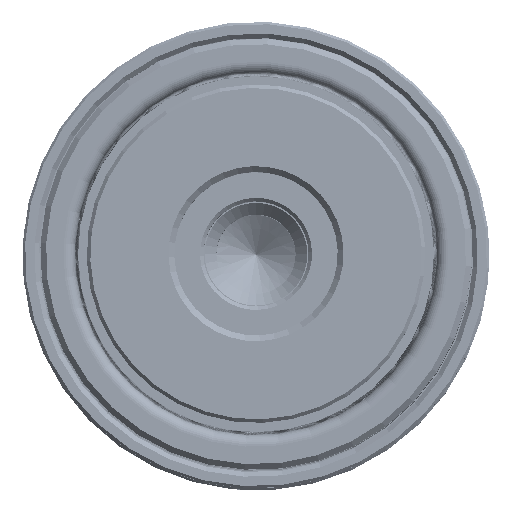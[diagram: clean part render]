
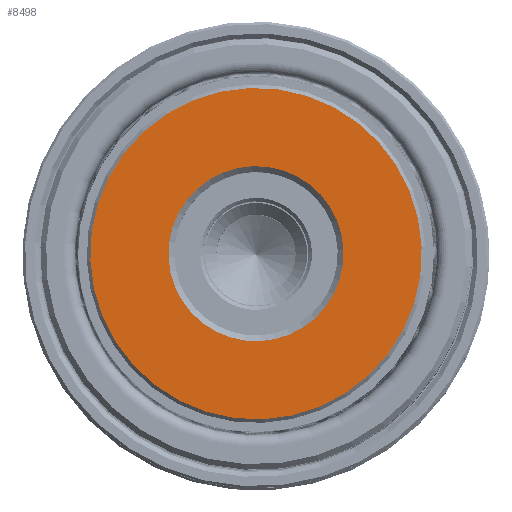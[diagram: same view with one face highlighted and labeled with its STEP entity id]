
A CAD part, top view. The second image highlights one B-rep face of the part: STEP entity #8498.
In plain terms, the highlighted face is planar.
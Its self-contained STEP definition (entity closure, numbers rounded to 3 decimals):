
#35 = PLANE ( 'NONE',  #41602 ) ;
#189 = CARTESIAN_POINT ( 'NONE',  ( 0., 0., 0. ) ) ;
#2088 = ORIENTED_EDGE ( 'NONE', *, *, #44314, .T. ) ;
#2191 = EDGE_LOOP ( 'NONE', ( #14590, #12758 ) ) ;
#4164 = DIRECTION ( 'NONE',  ( 1., 0., 0. ) ) ;
#6167 = EDGE_CURVE ( 'NONE', #16668, #48984, #25718, .T. ) ;
#6564 = VERTEX_POINT ( 'NONE', #18880 ) ;
#7092 = CARTESIAN_POINT ( 'NONE',  ( 7.5, 0., 0. ) ) ;
#7699 = CARTESIAN_POINT ( 'NONE',  ( 0., 0., 0. ) ) ;
#8026 = DIRECTION ( 'NONE',  ( 1., 0., 0. ) ) ;
#8498 = ADVANCED_FACE ( 'NONE', ( #27526, #36889 ), #35, .F. ) ;
#9685 = EDGE_CURVE ( 'NONE', #21210, #6564, #13772, .T. ) ;
#11858 = CARTESIAN_POINT ( 'NONE',  ( -7.5, 0., 0. ) ) ;
#12758 = ORIENTED_EDGE ( 'NONE', *, *, #9685, .T. ) ;
#13197 = DIRECTION ( 'NONE',  ( 0., 0., 1. ) ) ;
#13772 = CIRCLE ( 'NONE', #28902, 14.2 ) ;
#14590 = ORIENTED_EDGE ( 'NONE', *, *, #49028, .T. ) ;
#16668 = VERTEX_POINT ( 'NONE', #7092 ) ;
#17435 = CARTESIAN_POINT ( 'NONE',  ( 0., 0., 0. ) ) ;
#18880 = CARTESIAN_POINT ( 'NONE',  ( 14.2, 0., 0. ) ) ;
#19050 = CARTESIAN_POINT ( 'NONE',  ( -14.2, 0., 0. ) ) ;
#19459 = ORIENTED_EDGE ( 'NONE', *, *, #6167, .T. ) ;
#21210 = VERTEX_POINT ( 'NONE', #19050 ) ;
#21459 = DIRECTION ( 'NONE',  ( 1., 0., 0. ) ) ;
#23631 = DIRECTION ( 'NONE',  ( 0., 0., -1. ) ) ;
#23830 = CARTESIAN_POINT ( 'NONE',  ( 0., 0., 0. ) ) ;
#25718 = CIRCLE ( 'NONE', #34810, 7.5 ) ;
#26716 = CIRCLE ( 'NONE', #30157, 14.2 ) ;
#27526 = FACE_OUTER_BOUND ( 'NONE', #2191, .T. ) ;
#27864 = DIRECTION ( 'NONE',  ( 1., 0., 0. ) ) ;
#28072 = DIRECTION ( 'NONE',  ( 0., 0., -1. ) ) ;
#28902 = AXIS2_PLACEMENT_3D ( 'NONE', #47598, #23631, #48127 ) ;
#30157 = AXIS2_PLACEMENT_3D ( 'NONE', #189, #28072, #4164 ) ;
#31953 = DIRECTION ( 'NONE',  ( 0., 0., 1. ) ) ;
#34810 = AXIS2_PLACEMENT_3D ( 'NONE', #23830, #13197, #27864 ) ;
#36889 = FACE_BOUND ( 'NONE', #37918, .T. ) ;
#37918 = EDGE_LOOP ( 'NONE', ( #2088, #19459 ) ) ;
#41602 = AXIS2_PLACEMENT_3D ( 'NONE', #7699, #31953, #8026 ) ;
#44314 = EDGE_CURVE ( 'NONE', #48984, #16668, #46197, .T. ) ;
#45394 = DIRECTION ( 'NONE',  ( 0., 0., 1. ) ) ;
#46197 = CIRCLE ( 'NONE', #51544, 7.5 ) ;
#47598 = CARTESIAN_POINT ( 'NONE',  ( 0., 0., 0. ) ) ;
#48127 = DIRECTION ( 'NONE',  ( 1., 0., 0. ) ) ;
#48984 = VERTEX_POINT ( 'NONE', #11858 ) ;
#49028 = EDGE_CURVE ( 'NONE', #6564, #21210, #26716, .T. ) ;
#51544 = AXIS2_PLACEMENT_3D ( 'NONE', #17435, #45394, #21459 ) ;
